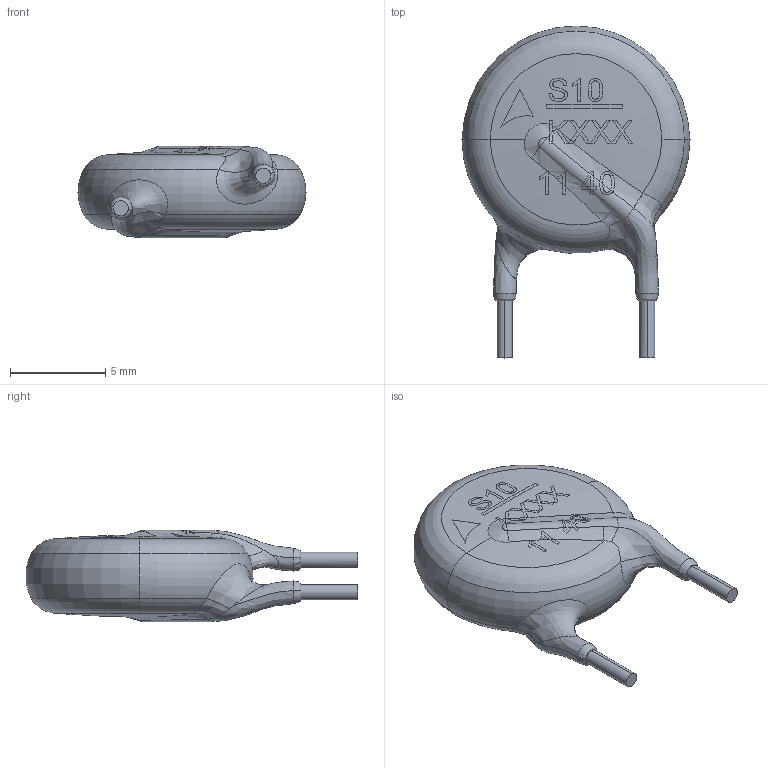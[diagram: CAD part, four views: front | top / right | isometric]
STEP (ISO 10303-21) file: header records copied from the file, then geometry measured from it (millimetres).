
FILE_DESCRIPTION (( 'STEP AP214' ), '1' );
FILE_NAME ('94698546-BC55-48BA-B3F9-1FB07CEC9107.STEP', '2024-04-04T21:46:27', ( '' ), ( '' ), 'SwSTEP 2.0', 'SolidWorks 2022', '' );
FILE_SCHEMA (( 'AUTOMOTIVE_DESIGN' ));
Length unit declared in the file: millimetre
Products named in the file (1): 94698546-BC55-48BA-B3F9-1FB07CEC9107
Bounding box: 12 x 17.47 x 4.8 mm (x, y, z)
Volume: 431.1 mm3; surface area: 364.4 mm2
Topology: 2 solids, 2 shells, 85 faces, 307 edges, 232 vertices
Faces by surface type: bspline 39, sphere 18, cylinder 13, torus 10, plane 5
Entity records: 6383 total; most frequent: CARTESIAN_POINT 3866, ORIENTED_EDGE 594, DIRECTION 310, EDGE_CURVE 297, VERTEX_POINT 226, B_SPLINE_CURVE_WITH_KNOTS 164, AXIS2_PLACEMENT_3D 153, CIRCLE 108
